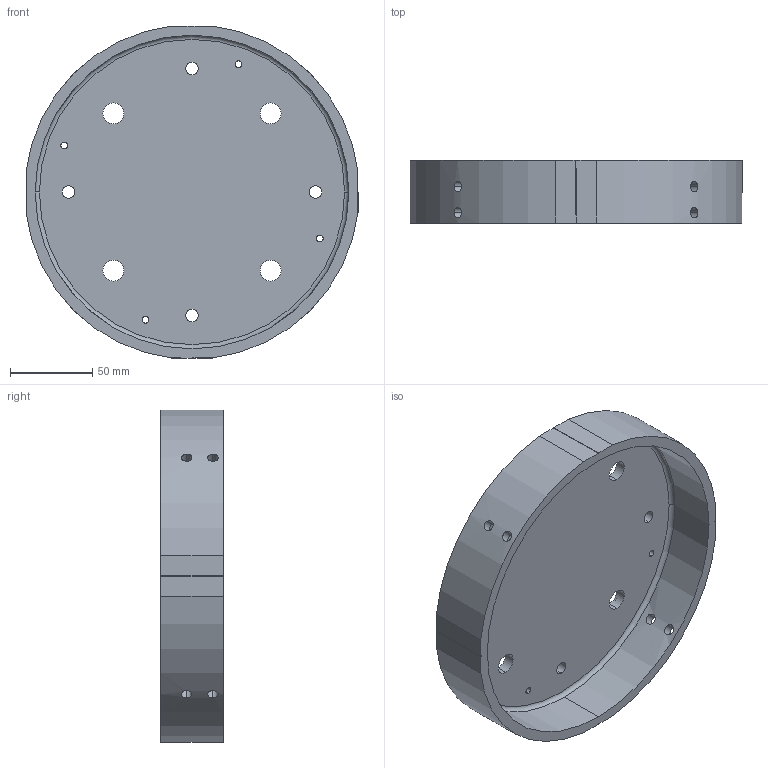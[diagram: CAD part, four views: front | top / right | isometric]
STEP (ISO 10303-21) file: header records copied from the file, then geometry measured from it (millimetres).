
FILE_DESCRIPTION (( 'STEP AP214' ), '1' );
FILE_NAME ('D0902542-v1_aLIGO_SUS_HSTS_Magnet Placement Ring, HSTS.STEP', '2011-03-01T16:12:47', ( '' ), ( '' ), 'SwSTEP 2.0', 'SolidWorks 2010', '' );
FILE_SCHEMA (( 'AUTOMOTIVE_DESIGN' ));
Length unit declared in the file: inch
Products named in the file (1): D0902542-v1_aLIGO_SUS_HSTS_Magnet Placement Ring, HSTS
Bounding box: 201.68 x 38.1 x 201.68 mm (x, y, z)
Volume: 322853.9 mm3; surface area: 109656.9 mm2
Topology: 1 solids, 1 shells, 84 faces, 252 edges, 168 vertices
Faces by surface type: cylinder 54, plane 28, torus 2
Entity records: 3954 total; most frequent: CARTESIAN_POINT 1529, ORIENTED_EDGE 504, DIRECTION 488, EDGE_CURVE 252, AXIS2_PLACEMENT_3D 183, VERTEX_POINT 168, LINE 122, VECTOR 122
